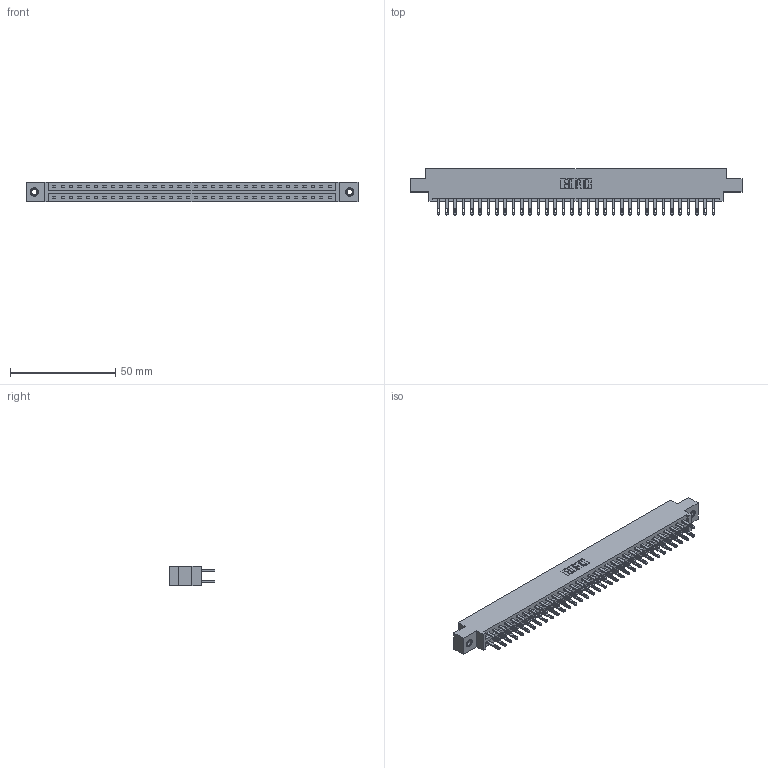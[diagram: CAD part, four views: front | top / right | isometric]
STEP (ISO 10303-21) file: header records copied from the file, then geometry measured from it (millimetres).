
FILE_DESCRIPTION (( 'STEP AP203' ), '1' );
FILE_NAME ('337-068-500-807.STEP', '2018-08-11T09:11:26', ( '' ), ( '' ), 'SwSTEP 2.0', 'SolidWorks 2016', '' );
FILE_SCHEMA (( 'CONFIG_CONTROL_DESIGN' ));
Length unit declared in the file: inch
Products named in the file (4): 337 Part_0.170 Offset - 0.156 Dia-TI; 345-292-001_345-293-100; 345-250-001_345-250-005-103; 337-068-500-807
Assembly tree (71 placements, depth 2):
  337-068-500-807
    337 Part_0.170 Offset - 0.156 Dia-TI
    345-292-001_345-293-100  x68
    345-250-001_345-250-005-103  x2
Bounding box: 157.73 x 21.85 x 9.4 mm (x, y, z)
Volume: 16593.5 mm3; surface area: 19579.6 mm2
Topology: 71 solids, 71 shells, 3578 faces, 10863 edges, 7234 vertices
Faces by surface type: plane 2282, cylinder 1280, cone 12, torus 4
Entity records: 28644 total; most frequent: CARTESIAN_POINT 4813, ORIENTED_EDGE 4742, DIRECTION 4141, EDGE_CURVE 2371, LINE 2219, VECTOR 2219, VERTEX_POINT 1576, AXIS2_PLACEMENT_3D 961
